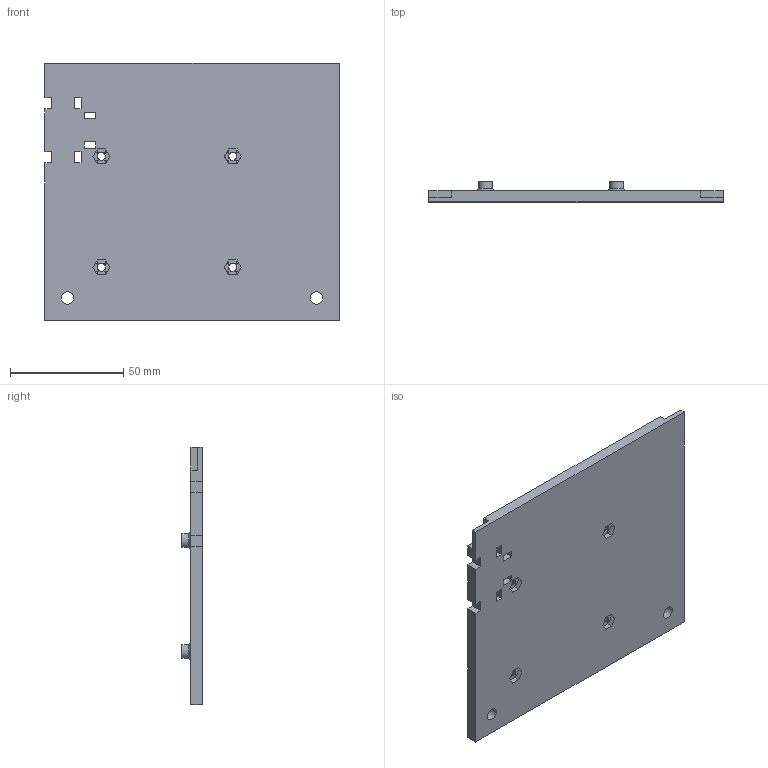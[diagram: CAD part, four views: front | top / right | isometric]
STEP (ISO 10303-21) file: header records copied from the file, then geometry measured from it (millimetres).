
FILE_DESCRIPTION(/* description */ ('STEP AP242','CAx-IF Rec.Pracs.---Representation and Presentation of Product Manufacturing Information (PMI)---4.0---2014-10-13','CAx-IF Rec.Pracs.---3D Tessellated Geometry---0.4---2014-09-14','2;1'),/* implementation_level */ '2;1');
FILE_NAME(/* name */ 'Paneling - Bottom Mid',/* time_stamp */ '2025-04-16T23:49:12Z',/* author */ (''),/* organization */ (''),/* preprocessor_version */ 'ST-DEVELOPER v20',/* originating_system */ 'ONSHAPE BY PTC INC, 1.196',/* authorisation */ ' ');
FILE_SCHEMA (('AP242_MANAGED_MODEL_BASED_3D_ENGINEERING_MIM_LF { 1 0 10303 442 1 1 4 }'));
Length unit declared in the file: metre
Products named in the file (1): Bottom Mid
Bounding box: 130 x 9 x 113.5 mm (x, y, z)
Volume: 72372.8 mm3; surface area: 32924.9 mm2
Topology: 1 solids, 1 shells, 174 faces, 440 edges, 272 vertices
Faces by surface type: plane 160, cylinder 10, cone 4
Full cylindrical faces by diameter (mm): 3.5 x4, 5.5 x2, 6 x4
Entity records: 4988 total; most frequent: CARTESIAN_POINT 857, ORIENTED_EDGE 836, DIRECTION 804, EDGE_CURVE 418, LINE 382, VECTOR 382, VERTEX_POINT 264, EDGE_LOOP 212
